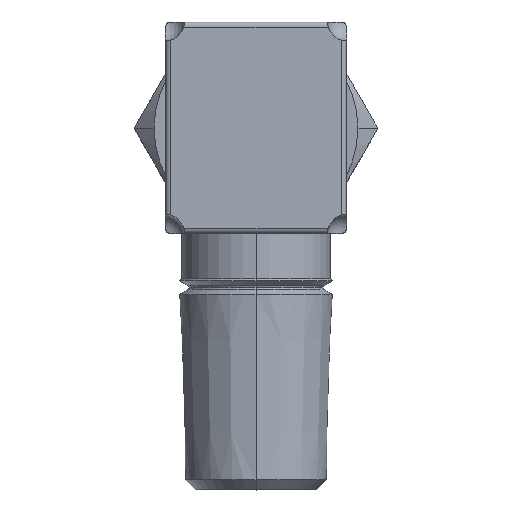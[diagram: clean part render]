
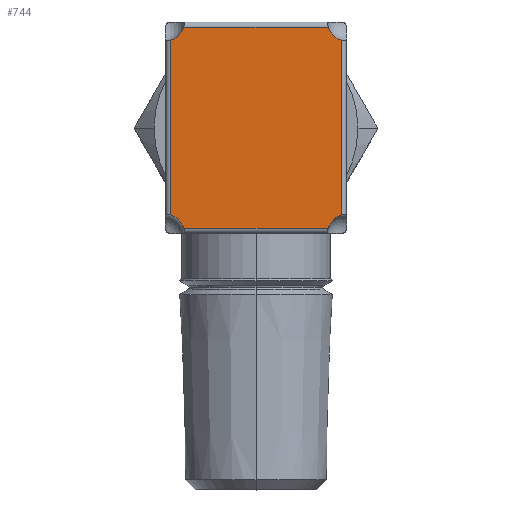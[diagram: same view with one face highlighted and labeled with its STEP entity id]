
A CAD part, top view. The second image highlights one B-rep face of the part: STEP entity #744.
In plain terms, the highlighted planar face has unit normal (0, 0, 1).
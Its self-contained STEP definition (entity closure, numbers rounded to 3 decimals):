
#664 = EDGE_CURVE ( 'NONE', #665, #666, #2194, .T. ) ;
#665 = VERTEX_POINT ( 'NONE', #2187 ) ;
#666 = VERTEX_POINT ( 'NONE', #2186 ) ;
#667 = ORIENTED_EDGE ( 'NONE', *, *, #668, .T. ) ;
#668 = EDGE_CURVE ( 'NONE', #666, #669, #2185, .T. ) ;
#669 = VERTEX_POINT ( 'NONE', #2180 ) ;
#710 = ORIENTED_EDGE ( 'NONE', *, *, #711, .T. ) ;
#711 = EDGE_CURVE ( 'NONE', #735, #736, #2269, .T. ) ;
#712 = ORIENTED_EDGE ( 'NONE', *, *, #713, .T. ) ;
#713 = EDGE_CURVE ( 'NONE', #736, #665, #2321, .T. ) ;
#724 = ORIENTED_EDGE ( 'NONE', *, *, #725, .T. ) ;
#725 = EDGE_CURVE ( 'NONE', #669, #726, #2347, .T. ) ;
#726 = VERTEX_POINT ( 'NONE', #2343 ) ;
#727 = ORIENTED_EDGE ( 'NONE', *, *, #728, .T. ) ;
#728 = EDGE_CURVE ( 'NONE', #726, #729, #2342, .T. ) ;
#729 = VERTEX_POINT ( 'NONE', #2337 ) ;
#730 = ORIENTED_EDGE ( 'NONE', *, *, #731, .T. ) ;
#731 = EDGE_CURVE ( 'NONE', #729, #732, #2336, .T. ) ;
#732 = VERTEX_POINT ( 'NONE', #2332 ) ;
#733 = ORIENTED_EDGE ( 'NONE', *, *, #734, .T. ) ;
#734 = EDGE_CURVE ( 'NONE', #732, #735, #2331, .T. ) ;
#735 = VERTEX_POINT ( 'NONE', #2326 ) ;
#736 = VERTEX_POINT ( 'NONE', #2325 ) ;
#744 = ADVANCED_FACE ( 'NONE', ( #2375 ), #2374, .T. ) ;
#745 = EDGE_LOOP ( 'NONE', ( #746, #667, #724, #727, #730, #733, #710, #712 ) ) ;
#746 = ORIENTED_EDGE ( 'NONE', *, *, #664, .T. ) ;
#2180 = CARTESIAN_POINT ( 'NONE',  ( 5.667, -5.789, 7. ) ) ;
#2181 = DIRECTION ( 'NONE',  ( 0., -1., 0. ) ) ;
#2182 = DIRECTION ( 'NONE',  ( 0., 0., -1. ) ) ;
#2183 = CARTESIAN_POINT ( 'NONE',  ( 6., -7., 7. ) ) ;
#2184 = AXIS2_PLACEMENT_3D ( 'NONE', #2183, #2182, #2181 ) ;
#2185 = CIRCLE ( 'NONE', #2184, 1.256 ) ;
#2186 = CARTESIAN_POINT ( 'NONE',  ( 4.789, -6.667, 7. ) ) ;
#2187 = CARTESIAN_POINT ( 'NONE',  ( -4.789, -6.667, 7. ) ) ;
#2188 = DIRECTION ( 'NONE',  ( 1., 0., 0. ) ) ;
#2189 = VECTOR ( 'NONE', #2188, 1000. ) ;
#2190 = CARTESIAN_POINT ( 'NONE',  ( -25.799, -6.667, 7. ) ) ;
#2194 = LINE ( 'NONE', #2190, #2189 ) ;
#2269 = LINE ( 'NONE', #2324, #2323 ) ;
#2317 = DIRECTION ( 'NONE',  ( 0., -1., 0. ) ) ;
#2318 = DIRECTION ( 'NONE',  ( 0., 0., -1. ) ) ;
#2319 = CARTESIAN_POINT ( 'NONE',  ( -6., -7., 7. ) ) ;
#2320 = AXIS2_PLACEMENT_3D ( 'NONE', #2319, #2318, #2317 ) ;
#2321 = CIRCLE ( 'NONE', #2320, 1.256 ) ;
#2322 = DIRECTION ( 'NONE',  ( 0., -1., 0. ) ) ;
#2323 = VECTOR ( 'NONE', #2322, 1000. ) ;
#2324 = CARTESIAN_POINT ( 'NONE',  ( -5.667, -7., 7. ) ) ;
#2325 = CARTESIAN_POINT ( 'NONE',  ( -5.667, -5.789, 7. ) ) ;
#2326 = CARTESIAN_POINT ( 'NONE',  ( -5.667, 5.789, 7. ) ) ;
#2327 = DIRECTION ( 'NONE',  ( 0., -1., 0. ) ) ;
#2328 = DIRECTION ( 'NONE',  ( 0., 0., -1. ) ) ;
#2329 = CARTESIAN_POINT ( 'NONE',  ( -6., 7., 7. ) ) ;
#2330 = AXIS2_PLACEMENT_3D ( 'NONE', #2329, #2328, #2327 ) ;
#2331 = CIRCLE ( 'NONE', #2330, 1.256 ) ;
#2332 = CARTESIAN_POINT ( 'NONE',  ( -4.789, 6.667, 7. ) ) ;
#2333 = DIRECTION ( 'NONE',  ( -1., 0., 0. ) ) ;
#2334 = VECTOR ( 'NONE', #2333, 1000. ) ;
#2335 = CARTESIAN_POINT ( 'NONE',  ( -25.799, 6.667, 7. ) ) ;
#2336 = LINE ( 'NONE', #2335, #2334 ) ;
#2337 = CARTESIAN_POINT ( 'NONE',  ( 4.789, 6.667, 7. ) ) ;
#2338 = DIRECTION ( 'NONE',  ( 0., -1., 0. ) ) ;
#2339 = DIRECTION ( 'NONE',  ( 0., 0., -1. ) ) ;
#2340 = CARTESIAN_POINT ( 'NONE',  ( 6., 7., 7. ) ) ;
#2341 = AXIS2_PLACEMENT_3D ( 'NONE', #2340, #2339, #2338 ) ;
#2342 = CIRCLE ( 'NONE', #2341, 1.256 ) ;
#2343 = CARTESIAN_POINT ( 'NONE',  ( 5.667, 5.789, 7. ) ) ;
#2344 = DIRECTION ( 'NONE',  ( 0., 1., 0. ) ) ;
#2345 = VECTOR ( 'NONE', #2344, 1000. ) ;
#2346 = CARTESIAN_POINT ( 'NONE',  ( 5.667, 7., 7. ) ) ;
#2347 = LINE ( 'NONE', #2346, #2345 ) ;
#2363 = DIRECTION ( 'NONE',  ( 0., -1., 0. ) ) ;
#2364 = DIRECTION ( 'NONE',  ( 0., 0., 1. ) ) ;
#2365 = CARTESIAN_POINT ( 'NONE',  ( -25.799, 7., 7. ) ) ;
#2366 = AXIS2_PLACEMENT_3D ( 'NONE', #2365, #2364, #2363 ) ;
#2374 = PLANE ( 'NONE',  #2366 ) ;
#2375 = FACE_OUTER_BOUND ( 'NONE', #745, .T. ) ;
